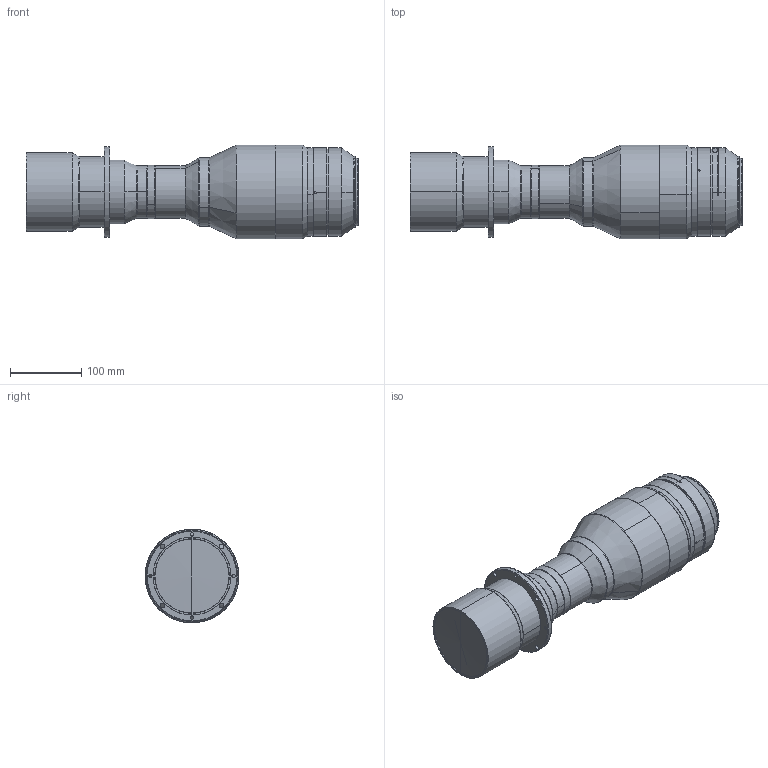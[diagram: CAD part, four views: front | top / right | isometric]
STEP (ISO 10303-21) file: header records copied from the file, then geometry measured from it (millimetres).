
FILE_DESCRIPTION (( 'STEP AP203' ), '1' );
FILE_NAME ('DTCA24K-44-M95-AL.STEP', '2022-08-16T07:13:34', ( '' ), ( '' ), 'SwSTEP 2.0', 'SolidWorks 2017', '' );
FILE_SCHEMA (( 'CONFIG_CONTROL_DESIGN' ));
Length unit declared in the file: millimetre
Products named in the file (1): DTCA24K-44-M95-AL
Bounding box: 467.03 x 131.82 x 131.82 mm (x, y, z)
Volume: 4349454.2 mm3; surface area: 193652.7 mm2
Topology: 1 solids, 1 shells, 161 faces, 394 edges, 245 vertices
Faces by surface type: cylinder 64, cone 48, bspline 28, plane 21
Entity records: 5426 total; most frequent: CARTESIAN_POINT 1593, DIRECTION 823, ORIENTED_EDGE 784, EDGE_CURVE 392, AXIS2_PLACEMENT_3D 347, VERTEX_POINT 245, CIRCLE 213, EDGE_LOOP 189
